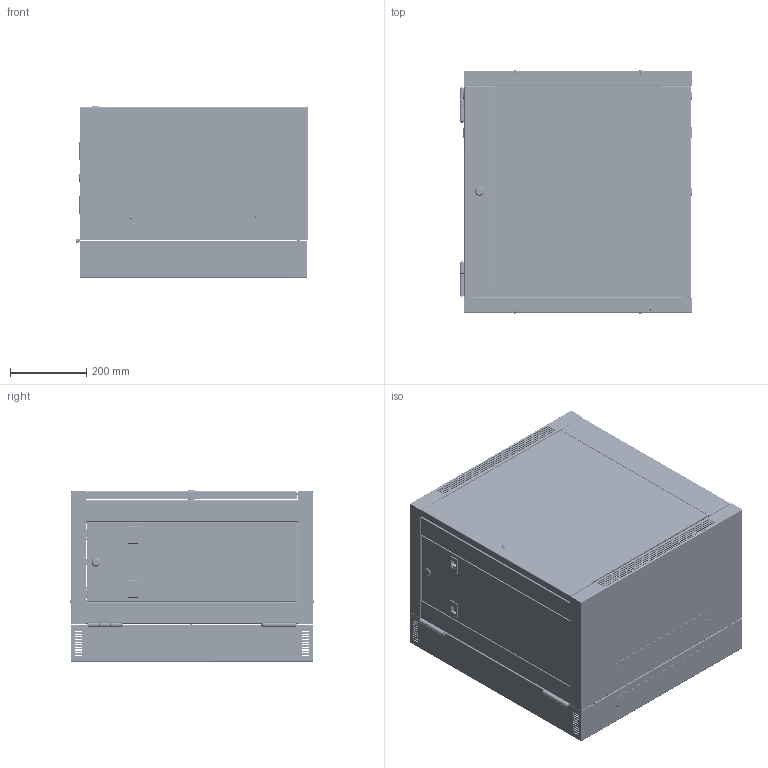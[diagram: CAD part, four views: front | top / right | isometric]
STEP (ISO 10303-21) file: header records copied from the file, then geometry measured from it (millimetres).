
FILE_DESCRIPTION (( 'STEP AP214' ), '1' );
FILE_NAME ('SMC-SMT6412D-D_3D.step', '2024-03-27T23:01:32', ( '' ), ( '' ), 'SwSTEP 2.0', 'SolidWorks 2022', '' );
FILE_SCHEMA (( 'AUTOMOTIVE_DESIGN' ));
Length unit declared in the file: inch
Products named in the file (41): DI_11; SHUOA_11; MENZHOU1_11; HYLZ_11; SUO22_ASM_11; HZJ1_11; LX-GT_11; MENZHOU_ASM_11; PDU_K1_11; MENZHOU2_11; MEN_ASM_11; FUJIAN-2_11; CM_11; SHUOSHE_11; M6_16_11; MENTIAO_11; SHUOSHEA_11; DG_11; GB9074-4-88-M3X6_11; PDU-K0_ASM_11; M4X8LS_11; SMC-SMT6412D-D_3D; SHOU_ASM_11; JH060004_11; GB9074-4-88-M3X6A_11; SHUOLUOMU_11; MS725_11; HK_11; BOLI_11; SHUO_11; CM_ASM_11; MENTIAO-1_11; SUO1_ASM_11; XX_11; JH060009_11; SHUOLUO_11; 2222_11; SHUOLUOA_11; QLZ_11; HK_ASM_11 ...
Assembly tree (67 placements, depth 4):
  SMC-SMT6412D-D_3D
    DG_11
    QLZ_11  x2
    HYLZ_11  x2
    DI_11
    HZJ1_11  x4
    JH060009_11  x4
    JH060004_11  x2
    HK_ASM_11
      HK_11
      JH060004_11  x2
      FUJIAN-2_11  x2
      MENZHOU_ASM_11  x2
        MENZHOU2_11
        MENZHOU1_11
    CM_ASM_11  x2
      CM_11
      PDU-K0_ASM_11
        PDU_K2_11
        PDU_K1_11
      SUO22_ASM_11
        SHUOA_11
        SHUOLUOA_11
        SHUOSHEA_11
        GB9074-4-88-M3X6A_11
    SUO1_ASM_11
      MS725_11
      SHUOLUOMU_11
      2222_11
    M6_16_11  x2
    M4X8LS_11  x8
    LX-GT_11  x2
    MEN_ASM_11
      MENTIAO-1_11
      MENTIAO_11
      BOLI_11
      SHOU_ASM_11
        SHUO_11
        GB9074-4-88-M3X6_11
        SHUOSHE_11
        SHUOLUO_11
      XX_11  x2
Bounding box: 612.6 x 642.58 x 452.5 mm (x, y, z)
Volume: 2293578.8 mm3; surface area: 5172590.7 mm2
Topology: 86 solids, 95 shells, 5998 faces, 17450 edges, 11588 vertices
Faces by surface type: plane 3543, cylinder 1978, bspline 399, cone 72, torus 6
Entity records: 147617 total; most frequent: CARTESIAN_POINT 64409, ORIENTED_EDGE 17508, DIRECTION 15703, EDGE_CURVE 8784, VERTEX_POINT 5751, LINE 5377, VECTOR 5377, AXIS2_PLACEMENT_3D 5163
